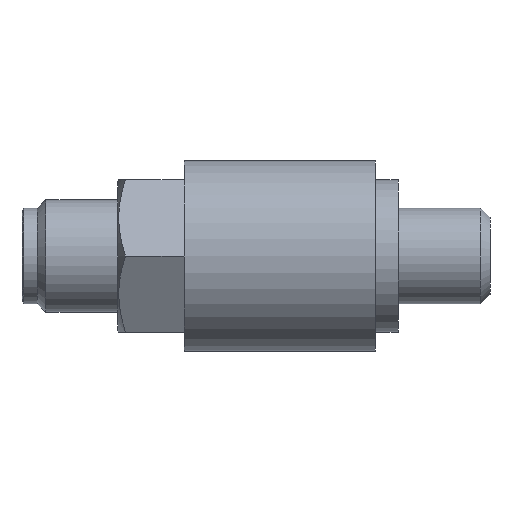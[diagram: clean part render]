
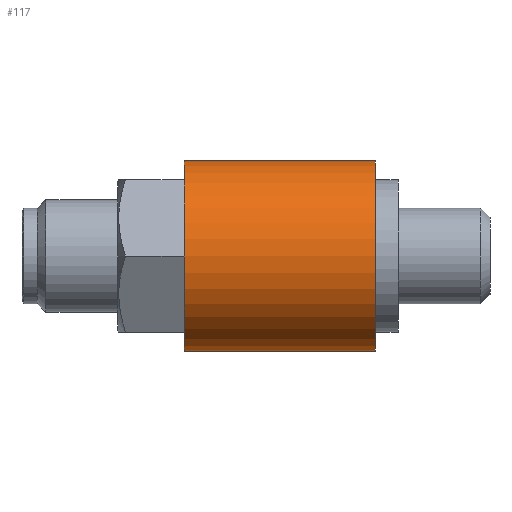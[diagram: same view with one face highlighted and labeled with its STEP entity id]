
A CAD part, left-side view. The second image highlights one B-rep face of the part: STEP entity #117.
In plain terms, the highlighted cylindrical face has radius 5 mm (diameter 10 mm), a partial arc.
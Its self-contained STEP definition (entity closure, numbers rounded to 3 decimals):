
#21 = EDGE_CURVE ( 'NONE', #2700, #2662, #249, .T. ) ;
#117 = ADVANCED_FACE ( 'NONE', ( #333 ), #330, .T. ) ;
#118 = EDGE_LOOP ( 'NONE', ( #2590, #2587, #2595, #2593 ) ) ;
#248 = DIRECTION ( 'NONE',  ( 0., 0., -1. ) ) ;
#249 = CIRCLE ( 'NONE', #292, 5. ) ;
#290 = DIRECTION ( 'NONE',  ( 0., -1., 0. ) ) ;
#291 = CARTESIAN_POINT ( 'NONE',  ( 0., 16., 0. ) ) ;
#292 = AXIS2_PLACEMENT_3D ( 'NONE', #291, #290, #248 ) ;
#326 = DIRECTION ( 'NONE',  ( 0., 0., 1. ) ) ;
#327 = DIRECTION ( 'NONE',  ( 0., 1., 0. ) ) ;
#328 = AXIS2_PLACEMENT_3D ( 'NONE', #329, #327, #326 ) ;
#329 = CARTESIAN_POINT ( 'NONE',  ( 0., 24.586, 0. ) ) ;
#330 = CYLINDRICAL_SURFACE ( 'NONE', #328, 5. ) ;
#333 = FACE_OUTER_BOUND ( 'NONE', #118, .T. ) ;
#985 = DIRECTION ( 'NONE',  ( 0., 0., 1. ) ) ;
#986 = DIRECTION ( 'NONE',  ( 0., 1., 0. ) ) ;
#991 = CARTESIAN_POINT ( 'NONE',  ( 0., 6., 0. ) ) ;
#992 = AXIS2_PLACEMENT_3D ( 'NONE', #991, #986, #985 ) ;
#993 = CIRCLE ( 'NONE', #992, 5. ) ;
#1753 = VECTOR ( 'NONE', #1761, 1000. ) ;
#1754 = CARTESIAN_POINT ( 'NONE',  ( 0., 24.586, -5. ) ) ;
#1761 = DIRECTION ( 'NONE',  ( 0., 1., 0. ) ) ;
#1762 = CARTESIAN_POINT ( 'NONE',  ( 0., 16., -5. ) ) ;
#1764 = LINE ( 'NONE', #1754, #1753 ) ;
#2328 = CARTESIAN_POINT ( 'NONE',  ( 0., 16., 5. ) ) ;
#2341 = DIRECTION ( 'NONE',  ( 0., 1., 0. ) ) ;
#2342 = VECTOR ( 'NONE', #2341, 1000. ) ;
#2343 = CARTESIAN_POINT ( 'NONE',  ( 0., 24.586, 5. ) ) ;
#2344 = LINE ( 'NONE', #2343, #2342 ) ;
#2350 = CARTESIAN_POINT ( 'NONE',  ( 0., 6., -5. ) ) ;
#2351 = CARTESIAN_POINT ( 'NONE',  ( 0., 6., 5. ) ) ;
#2584 = EDGE_CURVE ( 'NONE', #2667, #2666, #993, .T. ) ;
#2587 = ORIENTED_EDGE ( 'NONE', *, *, #2584, .T. ) ;
#2590 = ORIENTED_EDGE ( 'NONE', *, *, #2654, .F. ) ;
#2593 = ORIENTED_EDGE ( 'NONE', *, *, #21, .T. ) ;
#2595 = ORIENTED_EDGE ( 'NONE', *, *, #2703, .T. ) ;
#2654 = EDGE_CURVE ( 'NONE', #2667, #2662, #1764, .T. ) ;
#2662 = VERTEX_POINT ( 'NONE', #1762 ) ;
#2666 = VERTEX_POINT ( 'NONE', #2351 ) ;
#2667 = VERTEX_POINT ( 'NONE', #2350 ) ;
#2700 = VERTEX_POINT ( 'NONE', #2328 ) ;
#2703 = EDGE_CURVE ( 'NONE', #2666, #2700, #2344, .T. ) ;
